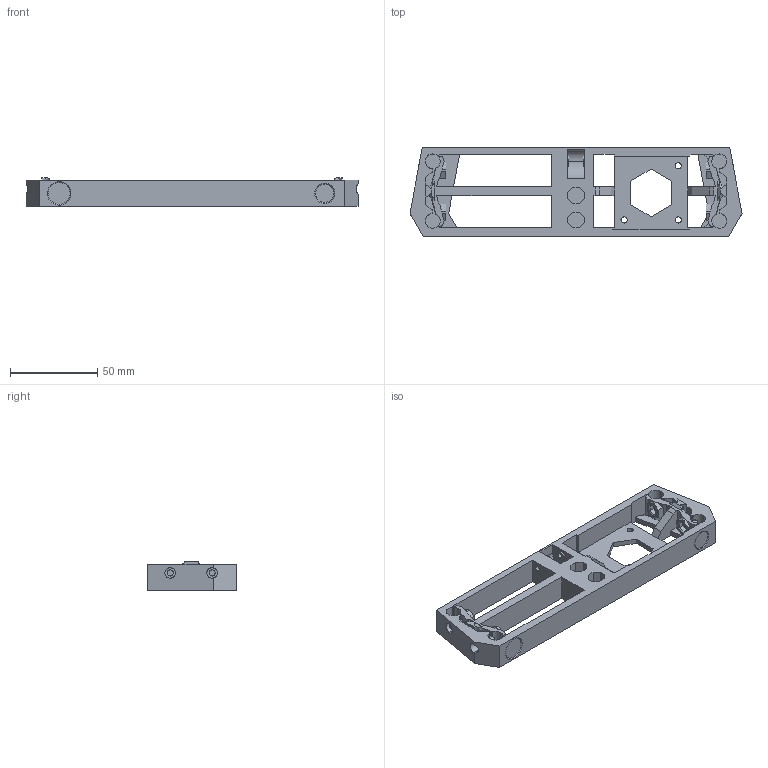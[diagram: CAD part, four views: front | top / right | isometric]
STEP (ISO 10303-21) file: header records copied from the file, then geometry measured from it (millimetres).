
FILE_DESCRIPTION (( 'STEP AP203' ), '1' );
FILE_NAME ('02_Face arriere.STEP', '2016-09-13T09:27:52', ( '' ), ( '' ), 'SwSTEP 2.0', 'SolidWorks 2016', '' );
FILE_SCHEMA (( 'CONFIG_CONTROL_DESIGN' ));
Length unit declared in the file: millimetre
Products named in the file (1): 02_Face arriere
Bounding box: 190 x 51 x 16.5 mm (x, y, z)
Volume: 59394 mm3; surface area: 33169.4 mm2
Topology: 1 solids, 1 shells, 353 faces, 1010 edges, 661 vertices
Faces by surface type: plane 223, cylinder 112, bspline 12, cone 6
Entity records: 12823 total; most frequent: CARTESIAN_POINT 3715, ORIENTED_EDGE 2020, DIRECTION 1690, EDGE_CURVE 1010, VECTOR 734, LINE 734, VERTEX_POINT 661, AXIS2_PLACEMENT_3D 478
